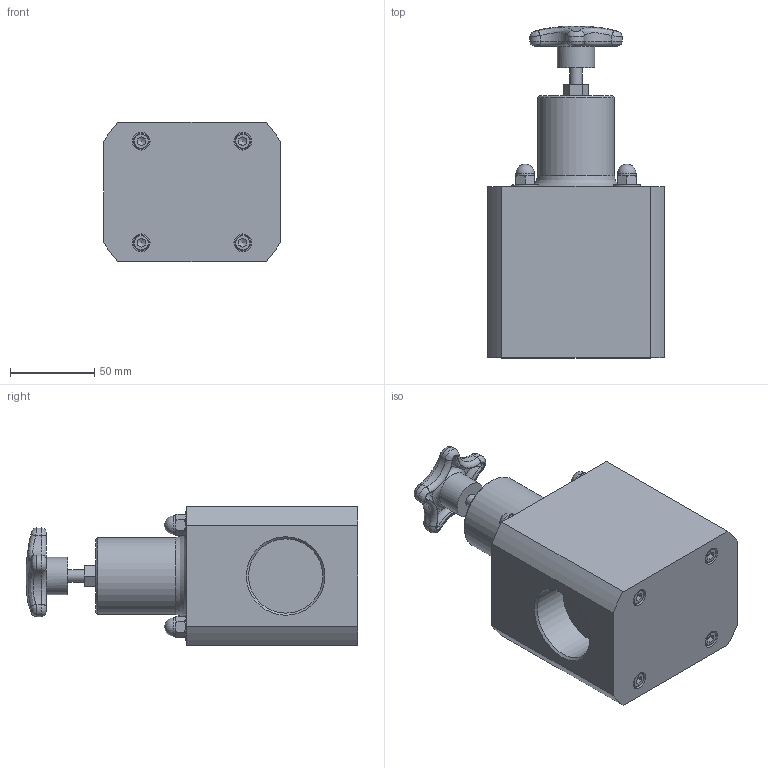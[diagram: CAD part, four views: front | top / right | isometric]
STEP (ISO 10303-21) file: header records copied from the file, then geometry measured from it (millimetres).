
FILE_DESCRIPTION((''),'2;1');
FILE_NAME('TVBP15-SS-R0.ipt.stp','2017-04-04T12:12:00',(''),(''),'Autodesk Inventor 2009','Autodesk Inventor 2009','');
FILE_SCHEMA(('AUTOMOTIVE_DESIGN { 1 0 10303 214 1 1 1 1 }'));
Length unit declared in the file: inch
Products named in the file (1): TVBP15-SS-R0
Bounding box: 104.78 x 196.89 x 82.55 mm (x, y, z)
Volume: 904771.5 mm3; surface area: 76603.6 mm2
Topology: 1 solids, 5 shells, 337 faces, 781 edges, 475 vertices
Faces by surface type: plane 144, bspline 105, cylinder 45, sphere 17, torus 15, cone 11
Full cylindrical faces by diameter (mm): 4.445 x4, 7.442 x1, 9.525 x4, 10.998 x4, 15.875 x4, 22.098 x1, 44.053 x2, 45.72 x1
Entity records: 13536 total; most frequent: CARTESIAN_POINT 6419, ORIENTED_EDGE 1450, DIRECTION 1312, EDGE_CURVE 725, AXIS2_PLACEMENT_3D 553, VERTEX_POINT 470, EDGE_LOOP 409, FACE_OUTER_BOUND 337
